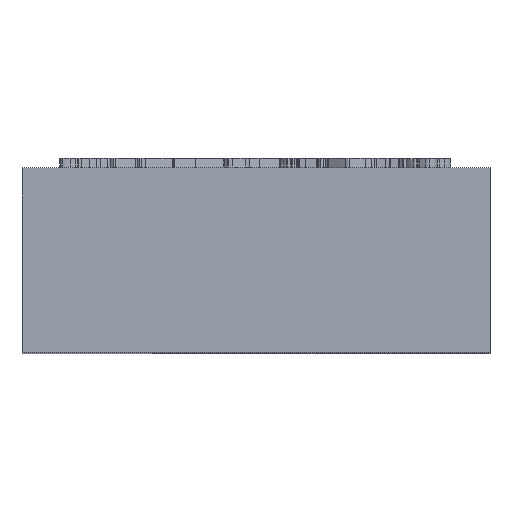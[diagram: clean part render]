
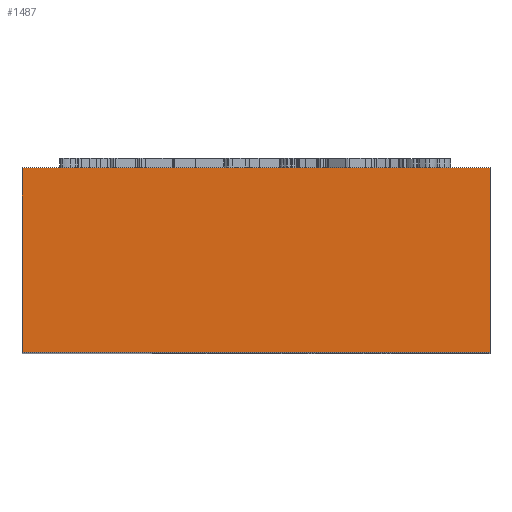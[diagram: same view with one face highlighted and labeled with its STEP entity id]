
A CAD part, top view. The second image highlights one B-rep face of the part: STEP entity #1487.
In plain terms, the highlighted free-form (B-spline) face has degree [1, 1] with [2, 2] control points.
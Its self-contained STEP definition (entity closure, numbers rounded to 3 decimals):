
#1487 = ADVANCED_FACE('',(#1488),#1518,.T.);
#1488 = FACE_BOUND('',#1489,.T.);
#1489 = EDGE_LOOP('',(#1490,#1499,#1506,#1513));
#1490 = ORIENTED_EDGE('',*,*,#1491,.F.);
#1491 = EDGE_CURVE('',#1492,#1494,#1496,.T.);
#1492 = VERTEX_POINT('',#1493);
#1493 = CARTESIAN_POINT('',(42.424,-1.793,
    59.155));
#1494 = VERTEX_POINT('',#1495);
#1495 = CARTESIAN_POINT('',(-42.424,-1.793,
    59.155));
#1496 = B_SPLINE_CURVE_WITH_KNOTS('',1,(#1497,#1498),.UNSPECIFIED.,.F.,
  .F.,(2,2),(-52.5,18.5),.PIECEWISE_BEZIER_KNOTS.);
#1497 = CARTESIAN_POINT('',(42.424,-1.793,
    59.155));
#1498 = CARTESIAN_POINT('',(-42.424,-1.793,
    59.155));
#1499 = ORIENTED_EDGE('',*,*,#1500,.T.);
#1500 = EDGE_CURVE('',#1492,#1501,#1503,.T.);
#1501 = VERTEX_POINT('',#1502);
#1502 = CARTESIAN_POINT('',(42.424,31.669,
    59.155));
#1503 = B_SPLINE_CURVE_WITH_KNOTS('',1,(#1504,#1505),.UNSPECIFIED.,.F.,
  .F.,(2,2),(-1.5,26.5),.PIECEWISE_BEZIER_KNOTS.);
#1504 = CARTESIAN_POINT('',(42.424,-1.793,
    59.155));
#1505 = CARTESIAN_POINT('',(42.424,31.669,
    59.155));
#1506 = ORIENTED_EDGE('',*,*,#1507,.F.);
#1507 = EDGE_CURVE('',#1508,#1501,#1510,.T.);
#1508 = VERTEX_POINT('',#1509);
#1509 = CARTESIAN_POINT('',(-42.424,31.669,
    59.155));
#1510 = B_SPLINE_CURVE_WITH_KNOTS('',1,(#1511,#1512),.UNSPECIFIED.,.F.,
  .F.,(2,2),(-71.,0.),.PIECEWISE_BEZIER_KNOTS.);
#1511 = CARTESIAN_POINT('',(-42.424,31.669,
    59.155));
#1512 = CARTESIAN_POINT('',(42.424,31.669,
    59.155));
#1513 = ORIENTED_EDGE('',*,*,#1514,.T.);
#1514 = EDGE_CURVE('',#1508,#1494,#1515,.T.);
#1515 = B_SPLINE_CURVE_WITH_KNOTS('',1,(#1516,#1517),.UNSPECIFIED.,.F.,
  .F.,(2,2),(-26.5,1.5),.PIECEWISE_BEZIER_KNOTS.);
#1516 = CARTESIAN_POINT('',(-42.424,31.669,
    59.155));
#1517 = CARTESIAN_POINT('',(-42.424,-1.793,
    59.155));
#1518 = B_SPLINE_SURFACE_WITH_KNOTS('',1,1,(
    (#1519,#1520)
    ,(#1521,#1522
    )),.UNSPECIFIED.,.F.,.F.,.F.,(2,2),(2,2),(-1.5,69.5),(-1.5,26.5),
  .PIECEWISE_BEZIER_KNOTS.);
#1519 = CARTESIAN_POINT('',(-42.424,-1.793,
    59.155));
#1520 = CARTESIAN_POINT('',(-42.424,31.669,
    59.155));
#1521 = CARTESIAN_POINT('',(42.424,-1.793,
    59.155));
#1522 = CARTESIAN_POINT('',(42.424,31.669,
    59.155));
